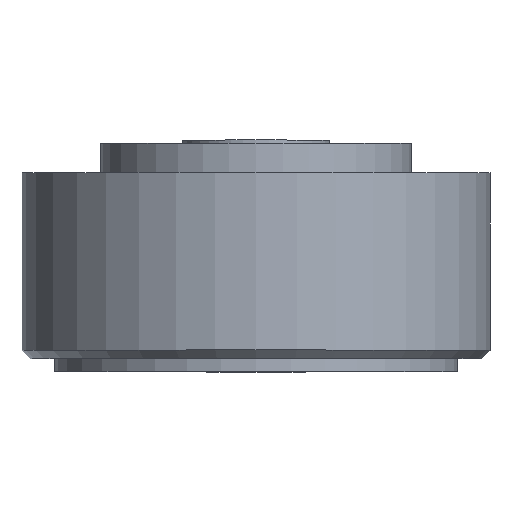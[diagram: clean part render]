
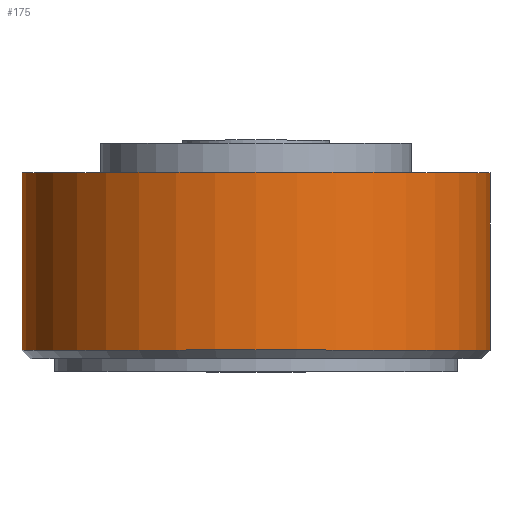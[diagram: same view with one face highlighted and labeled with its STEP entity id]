
A CAD part, top view. The second image highlights one B-rep face of the part: STEP entity #175.
In plain terms, the highlighted cylindrical face has radius 14.3 mm (diameter 28.6 mm), a full revolution.
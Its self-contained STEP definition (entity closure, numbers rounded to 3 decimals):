
#25=CYLINDRICAL_SURFACE('',#214,14.3);
#32=FACE_OUTER_BOUND('',#45,.T.);
#45=EDGE_LOOP('',(#133,#134,#135,#136,#137));
#63=LINE('',#312,#71);
#71=VECTOR('',#250,14.3);
#79=CIRCLE('',#212,14.3);
#80=CIRCLE('',#213,14.3);
#81=CIRCLE('',#215,14.3);
#93=VERTEX_POINT('',#305);
#94=VERTEX_POINT('',#307);
#95=VERTEX_POINT('',#311);
#108=EDGE_CURVE('',#93,#94,#79,.T.);
#109=EDGE_CURVE('',#94,#93,#80,.T.);
#110=EDGE_CURVE('',#94,#95,#63,.T.);
#111=EDGE_CURVE('',#95,#95,#81,.T.);
#133=ORIENTED_EDGE('',*,*,#108,.F.);
#134=ORIENTED_EDGE('',*,*,#109,.F.);
#135=ORIENTED_EDGE('',*,*,#110,.T.);
#136=ORIENTED_EDGE('',*,*,#111,.T.);
#137=ORIENTED_EDGE('',*,*,#110,.F.);
#175=ADVANCED_FACE('',(#32),#25,.T.);
#212=AXIS2_PLACEMENT_3D('',#308,#244,#245);
#213=AXIS2_PLACEMENT_3D('',#309,#246,#247);
#214=AXIS2_PLACEMENT_3D('',#310,#248,#249);
#215=AXIS2_PLACEMENT_3D('',#313,#251,#252);
#244=DIRECTION('center_axis',(0.,-1.,0.));
#245=DIRECTION('ref_axis',(1.,0.,0.));
#246=DIRECTION('center_axis',(0.,-1.,0.));
#247=DIRECTION('ref_axis',(1.,0.,0.));
#248=DIRECTION('center_axis',(0.,-1.,0.));
#249=DIRECTION('ref_axis',(-1.,0.,0.));
#250=DIRECTION('',(0.,1.,0.));
#251=DIRECTION('center_axis',(0.,-1.,0.));
#252=DIRECTION('ref_axis',(1.,0.,0.));
#305=CARTESIAN_POINT('',(-14.3,-12.85,0.));
#307=CARTESIAN_POINT('',(14.3,-12.85,0.));
#308=CARTESIAN_POINT('Origin',(0.,-12.85,0.));
#309=CARTESIAN_POINT('Origin',(0.,-12.85,0.));
#310=CARTESIAN_POINT('Origin',(0.,-7.675,0.));
#311=CARTESIAN_POINT('',(14.3,-2.,0.));
#312=CARTESIAN_POINT('',(14.3,-7.675,0.));
#313=CARTESIAN_POINT('Origin',(0.,-2.,0.));
